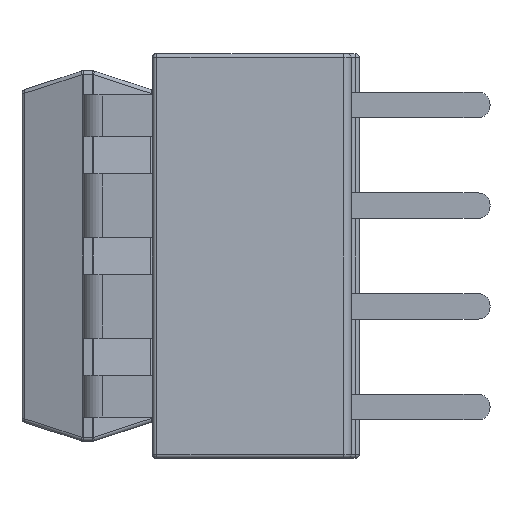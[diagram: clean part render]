
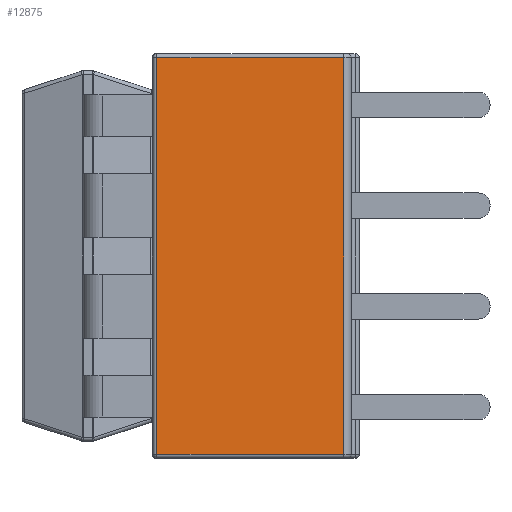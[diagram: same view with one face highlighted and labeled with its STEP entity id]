
A CAD part, left-side view. The second image highlights one B-rep face of the part: STEP entity #12875.
In plain terms, the highlighted planar face has unit normal (-0.999, -0.04, 0).
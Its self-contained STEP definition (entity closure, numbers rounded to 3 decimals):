
#764 = VECTOR ( 'NONE', #18156, 1000. ) ;
#802 = CARTESIAN_POINT ( 'NONE',  ( -5.096, 5.1, 5. ) ) ;
#1093 = EDGE_CURVE ( 'NONE', #10329, #14461, #14496, .T. ) ;
#2795 = DIRECTION ( 'NONE',  ( 0.04, -0.999, 0. ) ) ;
#4750 = CARTESIAN_POINT ( 'NONE',  ( -4.908, 0.392, 5.1 ) ) ;
#5828 = FACE_OUTER_BOUND ( 'NONE', #9024, .T. ) ;
#5900 = LINE ( 'NONE', #29576, #40399 ) ;
#7043 = ORIENTED_EDGE ( 'NONE', *, *, #27261, .T. ) ;
#7655 = VERTEX_POINT ( 'NONE', #8453 ) ;
#7992 = LINE ( 'NONE', #21454, #764 ) ;
#8272 = DIRECTION ( 'NONE',  ( 0., 0., 1. ) ) ;
#8453 = CARTESIAN_POINT ( 'NONE',  ( -5.096, 5.1, -5. ) ) ;
#9024 = EDGE_LOOP ( 'NONE', ( #7043, #10381, #27239, #33803 ) ) ;
#9355 = DIRECTION ( 'NONE',  ( -0.04, 0.999, 0. ) ) ;
#10329 = VERTEX_POINT ( 'NONE', #21920 ) ;
#10381 = ORIENTED_EDGE ( 'NONE', *, *, #1093, .T. ) ;
#12875 = ADVANCED_FACE ( 'NONE', ( #5828 ), #26813, .F. ) ;
#14461 = VERTEX_POINT ( 'NONE', #36562 ) ;
#14496 = LINE ( 'NONE', #802, #26539 ) ;
#18156 = DIRECTION ( 'NONE',  ( 0., 0., -1. ) ) ;
#20935 = EDGE_CURVE ( 'NONE', #7655, #43407, #5900, .T. ) ;
#21454 = CARTESIAN_POINT ( 'NONE',  ( -5.096, 5.1, 5.1 ) ) ;
#21920 = CARTESIAN_POINT ( 'NONE',  ( -4.908, 0.392, 5. ) ) ;
#23456 = CARTESIAN_POINT ( 'NONE',  ( -5.1, 5.2, 5.1 ) ) ;
#26539 = VECTOR ( 'NONE', #38159, 1000. ) ;
#26813 = PLANE ( 'NONE',  #31938 ) ;
#27239 = ORIENTED_EDGE ( 'NONE', *, *, #34804, .T. ) ;
#27261 = EDGE_CURVE ( 'NONE', #43407, #10329, #35506, .T. ) ;
#29576 = CARTESIAN_POINT ( 'NONE',  ( -5.1, 5.2, -5. ) ) ;
#31938 = AXIS2_PLACEMENT_3D ( 'NONE', #23456, #36988, #9355 ) ;
#33559 = VECTOR ( 'NONE', #8272, 1000. ) ;
#33803 = ORIENTED_EDGE ( 'NONE', *, *, #20935, .T. ) ;
#34804 = EDGE_CURVE ( 'NONE', #14461, #7655, #7992, .T. ) ;
#35506 = LINE ( 'NONE', #4750, #33559 ) ;
#36562 = CARTESIAN_POINT ( 'NONE',  ( -5.096, 5.1, 5. ) ) ;
#36988 = DIRECTION ( 'NONE',  ( 0.999, 0.04, 0. ) ) ;
#38159 = DIRECTION ( 'NONE',  ( -0.04, 0.999, 0. ) ) ;
#40399 = VECTOR ( 'NONE', #2795, 1000. ) ;
#43223 = CARTESIAN_POINT ( 'NONE',  ( -4.908, 0.392, -5. ) ) ;
#43407 = VERTEX_POINT ( 'NONE', #43223 ) ;
